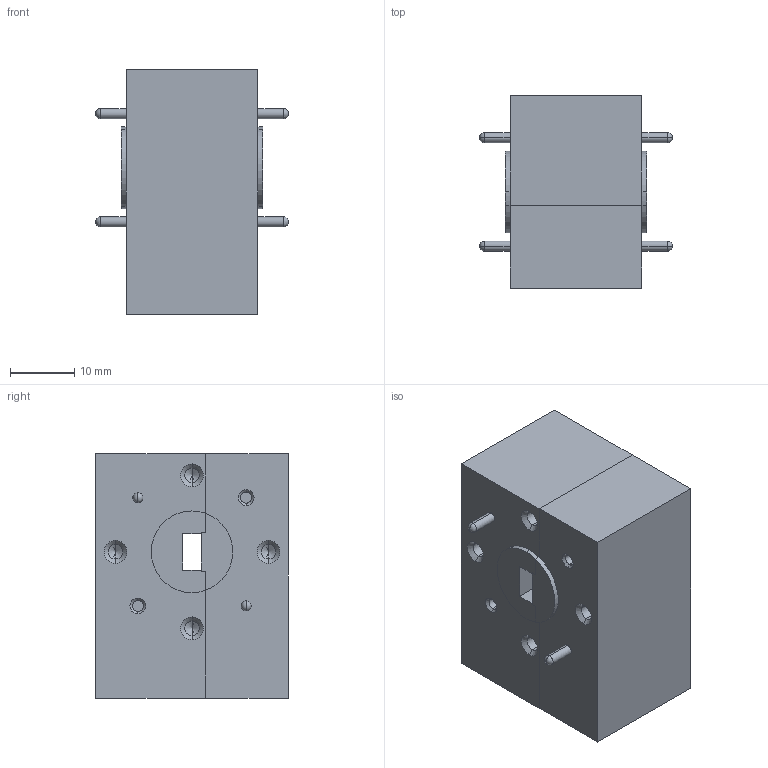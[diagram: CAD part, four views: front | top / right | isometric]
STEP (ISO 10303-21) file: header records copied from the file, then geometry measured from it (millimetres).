
FILE_DESCRIPTION (( 'STEP AP214' ), '1' );
FILE_NAME ('FM-W22IR002_3D.step', '2023-03-08T20:49:36', ( '' ), ( '' ), 'SwSTEP 2.0', 'SolidWorks 2022', '' );
FILE_SCHEMA (( 'AUTOMOTIVE_DESIGN' ));
Length unit declared in the file: inch
Products named in the file (1): FM-W22IR002_3D
Bounding box: 30 x 30 x 38 mm (x, y, z)
Volume: 22901.9 mm3; surface area: 6604.1 mm2
Topology: 1 solids, 1 shells, 333 faces, 844 edges, 530 vertices
Faces by surface type: plane 189, cylinder 78, cone 40, torus 26
Entity records: 10222 total; most frequent: CARTESIAN_POINT 2016, ORIENTED_EDGE 1656, DIRECTION 1656, EDGE_CURVE 828, AXIS2_PLACEMENT_3D 602, VERTEX_POINT 530, LINE 452, VECTOR 452
